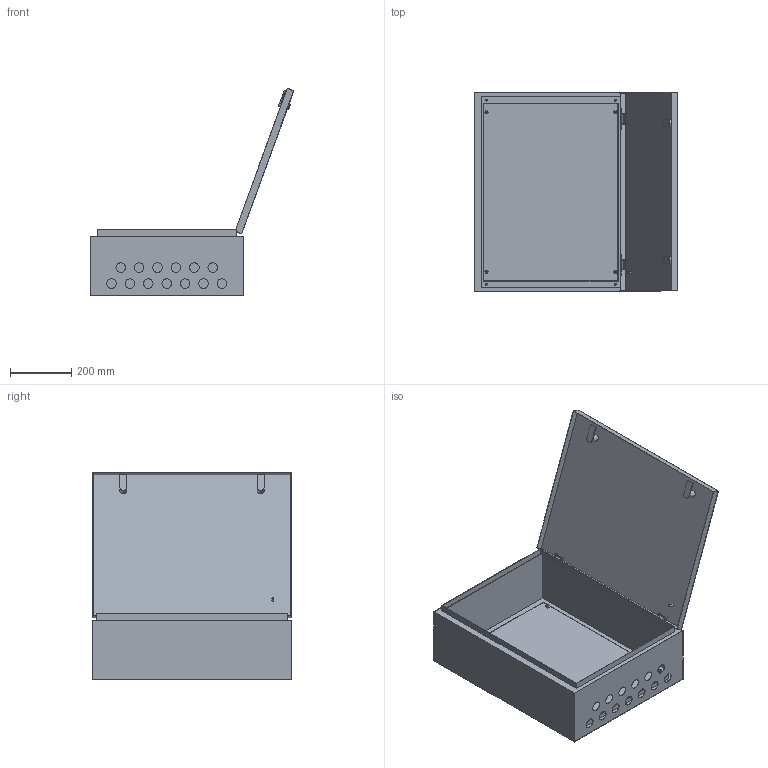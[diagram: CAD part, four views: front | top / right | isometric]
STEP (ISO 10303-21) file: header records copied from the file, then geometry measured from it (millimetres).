
FILE_DESCRIPTION (( 'STEP AP214' ), '1' );
FILE_NAME ('SHMP-3-0 IP54.STEP', '2017-02-10T06:03:41', ( '' ), ( '' ), 'SwSTEP 2.0', 'SolidWorks 2014', '' );
FILE_SCHEMA (( 'AUTOMOTIVE_DESIGN' ));
Length unit declared in the file: millimetre
Products named in the file (5): Gaika_6; SHMP-3-0 IP54; Mont.Panel_3; Obolochka_SHMP_3; Dver_3
Assembly tree (7 placements, depth 2):
  SHMP-3-0 IP54
    Obolochka_SHMP_3
    Mont.Panel_3
    Dver_3
    Gaika_6  x4
Bounding box: 664.83 x 650 x 677 mm (x, y, z)
Volume: 1542468.7 mm3; surface area: 3024962.5 mm2
Topology: 13 solids, 13 shells, 252 faces, 618 edges, 410 vertices
Faces by surface type: plane 148, cylinder 98, cone 6
Entity records: 6984 total; most frequent: DIRECTION 1204, CARTESIAN_POINT 1140, ORIENTED_EDGE 1092, EDGE_CURVE 546, AXIS2_PLACEMENT_3D 426, VERTEX_POINT 362, VECTOR 352, LINE 352
